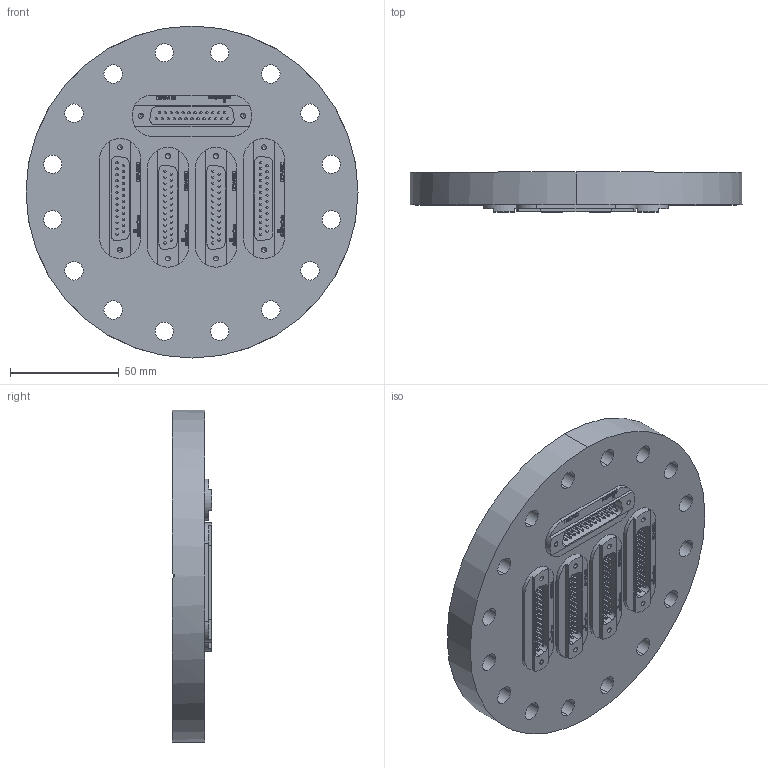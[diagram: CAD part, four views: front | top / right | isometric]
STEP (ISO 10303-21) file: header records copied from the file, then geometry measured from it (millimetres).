
FILE_DESCRIPTION (( 'STEP AP214' ), '1' );
FILE_NAME ('210-D25-C100-5.step', '2025-02-17T20:24:44', ( '' ), ( '' ), 'SwSTEP 2.0', 'SolidWorks 2022', '' );
FILE_SCHEMA (( 'AUTOMOTIVE_DESIGN' ));
Length unit declared in the file: millimetre
Products named in the file (5): 9210-D25-C100-5_CF100; 210-D25-C100-5; 9218-D9-37-SS-V22_25pin 1mm beschr. allectra; 9210-PIN-FENI_Pin vergoldet; 218-D9-37-SS_218-D25-SS
Assembly tree (32 placements, depth 3):
  210-D25-C100-5
    9210-D25-C100-5_CF100
    218-D9-37-SS_218-D25-SS  x5
      9218-D9-37-SS-V22_25pin 1mm beschr. allectra
      9210-PIN-FENI_Pin vergoldet
Bounding box: 152.4 x 18.2 x 152.4 mm (x, y, z)
Volume: 233340.8 mm3; surface area: 83947.9 mm2
Topology: 131 solids, 131 shells, 2045 faces, 5705 edges, 3762 vertices
Faces by surface type: cylinder 882, plane 724, sphere 250, bspline 135, cone 44, torus 10
Entity records: 13999 total; most frequent: CARTESIAN_POINT 3899, DIRECTION 2047, ORIENTED_EDGE 1998, EDGE_CURVE 999, AXIS2_PLACEMENT_3D 728, VERTEX_POINT 662, VECTOR 591, LINE 591
